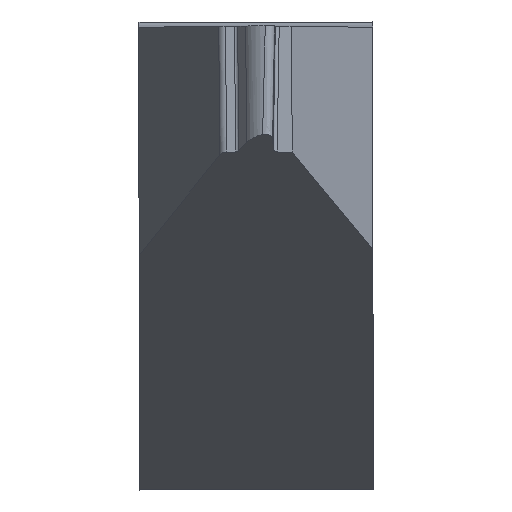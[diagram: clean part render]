
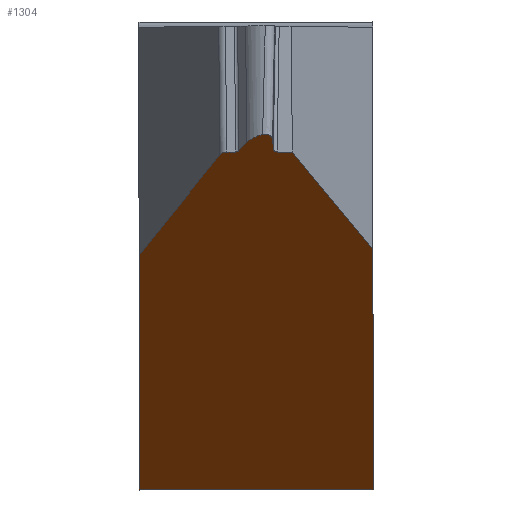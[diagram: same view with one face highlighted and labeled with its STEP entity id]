
A CAD part, front view. The second image highlights one B-rep face of the part: STEP entity #1304.
In plain terms, the highlighted planar face has unit normal (0, -0.574, -0.819).
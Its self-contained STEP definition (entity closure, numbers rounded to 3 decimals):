
#208=CARTESIAN_POINT('',(0.,6.554,-6.));
#209=VERTEX_POINT('',#208);
#220=CARTESIAN_POINT('',(0.,2.258,-2.992));
#221=DIRECTION('',(0.,0.819,-0.574));
#222=VECTOR('',#221,5.244);
#223=LINE('',#220,#222);
#224=CARTESIAN_POINT('',(0.,2.258,-2.992));
#225=VERTEX_POINT('',#224);
#226=EDGE_CURVE('',#225,#209,#223,.T.);
#318=CARTESIAN_POINT('',(1.038,0.416,-1.702));
#319=DIRECTION('',(-0.419,0.744,-0.521));
#320=VECTOR('',#319,2.476);
#321=LINE('',#318,#320);
#322=CARTESIAN_POINT('',(1.038,0.416,-1.702));
#323=VERTEX_POINT('',#322);
#324=EDGE_CURVE('',#323,#225,#321,.T.);
#390=CARTESIAN_POINT('',(1.038,0.416,-1.702));
#391=CARTESIAN_POINT('',(1.056,0.384,-1.68));
#392=CARTESIAN_POINT('',(1.087,0.366,-1.667));
#393=CARTESIAN_POINT('',(1.124,0.366,-1.667));
#394=(BOUNDED_CURVE()B_SPLINE_CURVE(3,(#390,#391,#392,#393),.UNSPECIFIED.,.F.,.F.)B_SPLINE_CURVE_WITH_KNOTS((4,4),(0.,1.),.UNSPECIFIED.)CURVE()GEOMETRIC_REPRESENTATION_ITEM()RATIONAL_B_SPLINE_CURVE((1.,0.911,0.911,1.))REPRESENTATION_ITEM(''));
#395=CARTESIAN_POINT('',(1.124,0.366,-1.667));
#396=VERTEX_POINT('',#395);
#397=EDGE_CURVE('',#323,#396,#394,.T.);
#437=CARTESIAN_POINT('',(1.239,0.366,-1.667));
#438=DIRECTION('',(-1.,0.,0.));
#439=VECTOR('',#438,0.115);
#440=LINE('',#437,#439);
#441=CARTESIAN_POINT('',(1.239,0.366,-1.667));
#442=VERTEX_POINT('',#441);
#443=EDGE_CURVE('',#442,#396,#440,.T.);
#512=CARTESIAN_POINT('',(1.279,0.344,-1.652));
#513=VERTEX_POINT('',#512);
#526=CARTESIAN_POINT('',(1.239,0.366,-1.667));
#527=CARTESIAN_POINT('',(1.255,0.366,-1.667));
#528=CARTESIAN_POINT('',(1.27,0.358,-1.661));
#529=CARTESIAN_POINT('',(1.279,0.344,-1.652));
#530=(BOUNDED_CURVE()B_SPLINE_CURVE(3,(#526,#527,#528,#529),.UNSPECIFIED.,.F.,.F.)B_SPLINE_CURVE_WITH_KNOTS((4,4),(0.,1.),.UNSPECIFIED.)CURVE()GEOMETRIC_REPRESENTATION_ITEM()RATIONAL_B_SPLINE_CURVE((1.,0.925,0.925,1.))REPRESENTATION_ITEM(''));
#531=EDGE_CURVE('',#442,#513,#530,.T.);
#581=CARTESIAN_POINT('',(1.381,0.197,-1.548));
#582=DIRECTION('',(-0.49,0.714,-0.5));
#583=VECTOR('',#582,0.206);
#584=LINE('',#581,#583);
#585=CARTESIAN_POINT('',(1.381,0.197,-1.548));
#586=VERTEX_POINT('',#585);
#587=EDGE_CURVE('',#586,#513,#584,.T.);
#678=CARTESIAN_POINT('',(1.381,0.197,-1.548));
#679=CARTESIAN_POINT('',(1.431,0.124,-1.497));
#680=CARTESIAN_POINT('',(1.501,0.071,-1.46));
#681=CARTESIAN_POINT('',(1.585,0.044,-1.441));
#682=(BOUNDED_CURVE()B_SPLINE_CURVE(3,(#678,#679,#680,#681),.UNSPECIFIED.,.F.,.F.)B_SPLINE_CURVE_WITH_KNOTS((4,4),(0.,1.),.UNSPECIFIED.)CURVE()GEOMETRIC_REPRESENTATION_ITEM()RATIONAL_B_SPLINE_CURVE((1.,0.965,0.965,1.))REPRESENTATION_ITEM(''));
#683=CARTESIAN_POINT('',(1.585,0.044,-1.441));
#684=VERTEX_POINT('',#683);
#685=EDGE_CURVE('',#586,#684,#682,.T.);
#774=CARTESIAN_POINT('',(1.585,0.044,-1.441));
#775=CARTESIAN_POINT('',(1.593,0.041,-1.439));
#776=CARTESIAN_POINT('',(1.602,0.039,-1.438));
#777=CARTESIAN_POINT('',(1.611,0.039,-1.438));
#778=CARTESIAN_POINT('',(1.621,0.038,-1.438));
#779=CARTESIAN_POINT('',(1.63,0.039,-1.438));
#780=CARTESIAN_POINT('',(1.639,0.042,-1.44));
#781=CARTESIAN_POINT('',(1.648,0.044,-1.441));
#782=CARTESIAN_POINT('',(1.656,0.047,-1.444));
#783=CARTESIAN_POINT('',(1.663,0.051,-1.447));
#784=CARTESIAN_POINT('',(1.672,0.056,-1.45));
#785=CARTESIAN_POINT('',(1.679,0.062,-1.454));
#786=CARTESIAN_POINT('',(1.685,0.068,-1.458));
#787=CARTESIAN_POINT('',(1.692,0.075,-1.463));
#788=CARTESIAN_POINT('',(1.698,0.084,-1.469));
#789=CARTESIAN_POINT('',(1.703,0.092,-1.475));
#790=CARTESIAN_POINT('',(1.708,0.103,-1.483));
#791=CARTESIAN_POINT('',(1.712,0.114,-1.491));
#792=CARTESIAN_POINT('',(1.713,0.125,-1.498));
#793=CARTESIAN_POINT('',(1.714,0.128,-1.501));
#794=CARTESIAN_POINT('',(1.714,0.132,-1.503));
#795=CARTESIAN_POINT('',(1.714,0.135,-1.505));
#796=B_SPLINE_CURVE_WITH_KNOTS('',3,(#774,#775,#776,#777,#778,#779,#780,#781,#782,#783,#784,#785,#786,#787,#788,#789,#790,#791,#792,#793,#794,#795),.UNSPECIFIED.,.F.,.F.,(4,3,3,3,3,3,3,4),(0.,0.,0.,0.,0.
,0.,0.,0.),.UNSPECIFIED.);
#797=CARTESIAN_POINT('',(1.714,0.135,-1.505));
#798=VERTEX_POINT('',#797);
#799=EDGE_CURVE('',#684,#798,#796,.T.);
#878=CARTESIAN_POINT('',(1.721,0.318,-1.633));
#879=DIRECTION('',(-0.033,-0.819,0.573));
#880=VECTOR('',#879,0.223);
#881=LINE('',#878,#880);
#882=CARTESIAN_POINT('',(1.721,0.318,-1.633));
#883=VERTEX_POINT('',#882);
#884=EDGE_CURVE('',#883,#798,#881,.T.);
#953=CARTESIAN_POINT('',(1.771,0.366,-1.667));
#954=VERTEX_POINT('',#953);
#967=CARTESIAN_POINT('',(1.721,0.318,-1.633));
#968=CARTESIAN_POINT('',(1.722,0.346,-1.653));
#969=CARTESIAN_POINT('',(1.743,0.366,-1.667));
#970=CARTESIAN_POINT('',(1.771,0.366,-1.667));
#971=(BOUNDED_CURVE()B_SPLINE_CURVE(3,(#967,#968,#969,#970),.UNSPECIFIED.,.F.,.F.)B_SPLINE_CURVE_WITH_KNOTS((4,4),(0.,1.),.UNSPECIFIED.)CURVE()GEOMETRIC_REPRESENTATION_ITEM()RATIONAL_B_SPLINE_CURVE((1.,0.817,0.817,1.))REPRESENTATION_ITEM(''));
#972=EDGE_CURVE('',#883,#954,#971,.T.);
#1022=CARTESIAN_POINT('',(1.966,0.366,-1.667));
#1023=DIRECTION('',(-1.,0.,0.));
#1024=VECTOR('',#1023,0.196);
#1025=LINE('',#1022,#1024);
#1026=CARTESIAN_POINT('',(1.966,0.366,-1.667));
#1027=VERTEX_POINT('',#1026);
#1028=EDGE_CURVE('',#1027,#954,#1025,.T.);
#1118=CARTESIAN_POINT('',(3.,2.156,-2.921));
#1119=DIRECTION('',(-0.428,-0.741,0.519));
#1120=VECTOR('',#1119,2.418);
#1121=LINE('',#1118,#1120);
#1122=CARTESIAN_POINT('',(3.,2.156,-2.921));
#1123=VERTEX_POINT('',#1122);
#1124=EDGE_CURVE('',#1123,#1027,#1121,.T.);
#1159=CARTESIAN_POINT('',(1.1,2.782,-3.359));
#1160=DIRECTION('',(0.,0.574,0.819));
#1161=DIRECTION('',(0.,-0.47,0.329));
#1162=AXIS2_PLACEMENT_3D('',#1159,#1160,#1161);
#1163=PLANE('',#1162);
#1164=ORIENTED_EDGE('Edge 345',*,*,#397,.F.);
#1173=ORIENTED_EDGE('Edge 350',*,*,#443,.T.);
#1182=ORIENTED_EDGE('Edge 355',*,*,#531,.F.);
#1191=ORIENTED_EDGE('Edge 360',*,*,#587,.T.);
#1200=ORIENTED_EDGE('Edge 365',*,*,#685,.F.);
#1209=ORIENTED_EDGE('Edge 370',*,*,#799,.F.);
#1218=ORIENTED_EDGE('Edge 375',*,*,#884,.T.);
#1227=ORIENTED_EDGE('Edge 380',*,*,#972,.F.);
#1236=ORIENTED_EDGE('Edge 385',*,*,#1028,.T.);
#1245=ORIENTED_EDGE('Edge 390',*,*,#1124,.T.);
#1254=CARTESIAN_POINT('',(3.,2.156,-2.921));
#1255=DIRECTION('',(0.,0.819,-0.574));
#1256=VECTOR('',#1255,5.369);
#1257=LINE('',#1254,#1256);
#1258=CARTESIAN_POINT('',(3.,6.554,-6.));
#1259=VERTEX_POINT('',#1258);
#1260=EDGE_CURVE('',#1123,#1259,#1257,.T.);
#1261=ORIENTED_EDGE('Edge 166',*,*,#1260,.F.);
#1270=CARTESIAN_POINT('',(0.,6.554,-6.));
#1271=DIRECTION('',(1.,0.,0.));
#1272=VECTOR('',#1271,3.);
#1273=LINE('',#1270,#1272);
#1274=EDGE_CURVE('',#209,#1259,#1273,.T.);
#1275=ORIENTED_EDGE('Edge 318',*,*,#1274,.T.);
#1284=ORIENTED_EDGE('Edge 90',*,*,#226,.T.);
#1293=ORIENTED_EDGE('Edge 410',*,*,#324,.T.);
#1302=EDGE_LOOP('',(#1293,#1284,#1275,#1261,#1245,#1236,#1227,#1218,#1209,#1200,#1191,#1182,#1173,#1164));
#1303=FACE_OUTER_BOUND('Loop 411',#1302,.T.);
#1304=ADVANCED_FACE('Face 412',(#1303),#1163,.F.);
